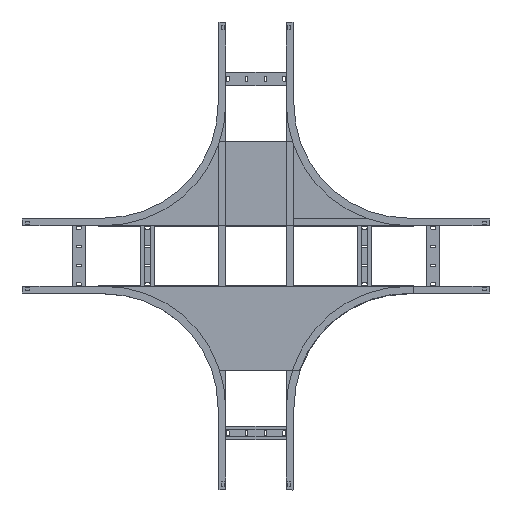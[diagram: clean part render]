
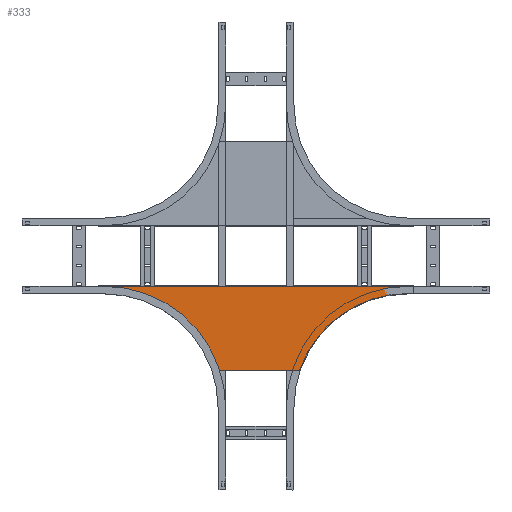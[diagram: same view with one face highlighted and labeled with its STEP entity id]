
A CAD part, top view. The second image highlights one B-rep face of the part: STEP entity #333.
In plain terms, the highlighted face is planar.
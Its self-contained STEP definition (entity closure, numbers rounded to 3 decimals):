
#38 = CARTESIAN_POINT ( 'NONE',  ( -415.4, -1.2, -395.4 ) ) ;
#106 = CARTESIAN_POINT ( 'NONE',  ( 415.4, -1.2, -395.4 ) ) ;
#158 = DIRECTION ( 'NONE',  ( 0., 0., 1. ) ) ;
#295 = ORIENTED_EDGE ( 'NONE', *, *, #5276, .F. ) ;
#333 = ADVANCED_FACE ( 'NONE', ( #3726 ), #2243, .F. ) ;
#462 = DIRECTION ( 'NONE',  ( 0., 0., 1. ) ) ;
#624 = VECTOR ( 'NONE', #4448, 1000. ) ;
#761 = VERTEX_POINT ( 'NONE', #6731 ) ;
#896 = CIRCLE ( 'NONE', #5261, 301.8 ) ;
#937 = DIRECTION ( 'NONE',  ( 0., -1., 0. ) ) ;
#1235 = VERTEX_POINT ( 'NONE', #5792 ) ;
#1649 = LINE ( 'NONE', #5225, #6421 ) ;
#1729 = DIRECTION ( 'NONE',  ( 0., -1., 0. ) ) ;
#1740 = CARTESIAN_POINT ( 'NONE',  ( 399.538, -1.2, -375. ) ) ;
#1771 = DIRECTION ( 'NONE',  ( -1., 0., 0. ) ) ;
#1848 = VECTOR ( 'NONE', #1858, 1000. ) ;
#1858 = DIRECTION ( 'NONE',  ( 0., 0., -1. ) ) ;
#1919 = AXIS2_PLACEMENT_3D ( 'NONE', #3332, #2217, #462 ) ;
#1932 = CARTESIAN_POINT ( 'NONE',  ( -410.4, -1.2, -380. ) ) ;
#1992 = EDGE_CURVE ( 'NONE', #761, #7385, #2469, .T. ) ;
#1993 = EDGE_CURVE ( 'NONE', #6932, #6620, #5085, .T. ) ;
#2151 = LINE ( 'NONE', #4482, #624 ) ;
#2217 = DIRECTION ( 'NONE',  ( 0., 1., 0. ) ) ;
#2243 = PLANE ( 'NONE',  #1919 ) ;
#2343 = CARTESIAN_POINT ( 'NONE',  ( -587., -1.2, -393.2 ) ) ;
#2425 = CARTESIAN_POINT ( 'NONE',  ( -415.4, -1.2, -380. ) ) ;
#2438 = DIRECTION ( 'NONE',  ( 0., 0., 1. ) ) ;
#2469 = LINE ( 'NONE', #106, #1848 ) ;
#2493 = ORIENTED_EDGE ( 'NONE', *, *, #6871, .F. ) ;
#2532 = CARTESIAN_POINT ( 'NONE',  ( -410.4, -1.2, -375. ) ) ;
#2706 = VECTOR ( 'NONE', #5378, 1000. ) ;
#2853 = AXIS2_PLACEMENT_3D ( 'NONE', #6133, #937, #3150 ) ;
#3017 = EDGE_LOOP ( 'NONE', ( #5314, #3462, #6140, #3177, #3391, #3032, #2493, #6062, #295, #7214 ) ) ;
#3032 = ORIENTED_EDGE ( 'NONE', *, *, #1993, .F. ) ;
#3113 = VERTEX_POINT ( 'NONE', #4678 ) ;
#3150 = DIRECTION ( 'NONE',  ( 0., 0., 1. ) ) ;
#3177 = ORIENTED_EDGE ( 'NONE', *, *, #5694, .F. ) ;
#3332 = CARTESIAN_POINT ( 'NONE',  ( -399.538, -1.2, -73.2 ) ) ;
#3391 = ORIENTED_EDGE ( 'NONE', *, *, #3820, .T. ) ;
#3462 = ORIENTED_EDGE ( 'NONE', *, *, #4303, .T. ) ;
#3726 = FACE_OUTER_BOUND ( 'NONE', #3017, .T. ) ;
#3820 = EDGE_CURVE ( 'NONE', #3113, #6620, #1649, .T. ) ;
#3864 = VERTEX_POINT ( 'NONE', #2425 ) ;
#3958 = EDGE_CURVE ( 'NONE', #1235, #4097, #5707, .T. ) ;
#4097 = VERTEX_POINT ( 'NONE', #5340 ) ;
#4291 = CIRCLE ( 'NONE', #6711, 5. ) ;
#4303 = EDGE_CURVE ( 'NONE', #761, #4097, #6132, .T. ) ;
#4448 = DIRECTION ( 'NONE',  ( 1., 0., 0. ) ) ;
#4482 = CARTESIAN_POINT ( 'NONE',  ( -399.538, -1.2, -375. ) ) ;
#4497 = EDGE_CURVE ( 'NONE', #7385, #5612, #6037, .T. ) ;
#4678 = CARTESIAN_POINT ( 'NONE',  ( 114.787, -1.2, -173.2 ) ) ;
#4779 = DIRECTION ( 'NONE',  ( 1., 0., 0. ) ) ;
#5085 = CIRCLE ( 'NONE', #7399, 301.8 ) ;
#5225 = CARTESIAN_POINT ( 'NONE',  ( -560., -1.2, -173.2 ) ) ;
#5261 = AXIS2_PLACEMENT_3D ( 'NONE', #6224, #1729, #6816 ) ;
#5271 = DIRECTION ( 'NONE',  ( -1., 0., 0. ) ) ;
#5276 = EDGE_CURVE ( 'NONE', #5612, #3864, #6859, .T. ) ;
#5314 = ORIENTED_EDGE ( 'NONE', *, *, #1992, .F. ) ;
#5340 = CARTESIAN_POINT ( 'NONE',  ( 410.4, -1.2, -375. ) ) ;
#5349 = DIRECTION ( 'NONE',  ( 0., -1., 0. ) ) ;
#5378 = DIRECTION ( 'NONE',  ( 0., 0., 1. ) ) ;
#5404 = CARTESIAN_POINT ( 'NONE',  ( -399.538, -1.2, -375. ) ) ;
#5610 = VECTOR ( 'NONE', #4779, 1000. ) ;
#5612 = VERTEX_POINT ( 'NONE', #6141 ) ;
#5694 = EDGE_CURVE ( 'NONE', #3113, #1235, #896, .T. ) ;
#5707 = LINE ( 'NONE', #1740, #5610 ) ;
#5792 = CARTESIAN_POINT ( 'NONE',  ( 399.538, -1.2, -375. ) ) ;
#6037 = LINE ( 'NONE', #2343, #7141 ) ;
#6062 = ORIENTED_EDGE ( 'NONE', *, *, #6976, .T. ) ;
#6132 = CIRCLE ( 'NONE', #2853, 5. ) ;
#6133 = CARTESIAN_POINT ( 'NONE',  ( 410.4, -1.2, -380. ) ) ;
#6140 = ORIENTED_EDGE ( 'NONE', *, *, #3958, .F. ) ;
#6141 = CARTESIAN_POINT ( 'NONE',  ( -415.4, -1.2, -393.2 ) ) ;
#6224 = CARTESIAN_POINT ( 'NONE',  ( 399.538, -1.2, -73.2 ) ) ;
#6421 = VECTOR ( 'NONE', #5271, 1000. ) ;
#6459 = CARTESIAN_POINT ( 'NONE',  ( -399.538, -1.2, -73.2 ) ) ;
#6553 = DIRECTION ( 'NONE',  ( 0., -1., 0. ) ) ;
#6620 = VERTEX_POINT ( 'NONE', #7136 ) ;
#6711 = AXIS2_PLACEMENT_3D ( 'NONE', #1932, #6553, #2438 ) ;
#6731 = CARTESIAN_POINT ( 'NONE',  ( 415.4, -1.2, -380. ) ) ;
#6816 = DIRECTION ( 'NONE',  ( 0., 0., -1. ) ) ;
#6859 = LINE ( 'NONE', #38, #2706 ) ;
#6871 = EDGE_CURVE ( 'NONE', #6967, #6932, #2151, .T. ) ;
#6932 = VERTEX_POINT ( 'NONE', #5404 ) ;
#6967 = VERTEX_POINT ( 'NONE', #2532 ) ;
#6976 = EDGE_CURVE ( 'NONE', #6967, #3864, #4291, .T. ) ;
#7136 = CARTESIAN_POINT ( 'NONE',  ( -114.787, -1.2, -173.2 ) ) ;
#7141 = VECTOR ( 'NONE', #1771, 1000. ) ;
#7214 = ORIENTED_EDGE ( 'NONE', *, *, #4497, .F. ) ;
#7385 = VERTEX_POINT ( 'NONE', #7417 ) ;
#7399 = AXIS2_PLACEMENT_3D ( 'NONE', #6459, #5349, #158 ) ;
#7417 = CARTESIAN_POINT ( 'NONE',  ( 415.4, -1.2, -393.2 ) ) ;
